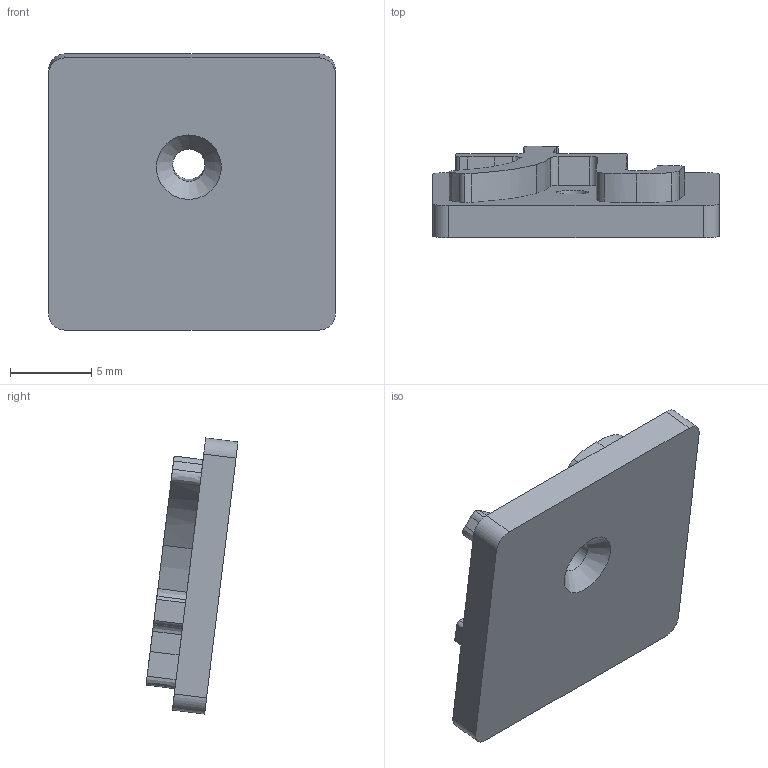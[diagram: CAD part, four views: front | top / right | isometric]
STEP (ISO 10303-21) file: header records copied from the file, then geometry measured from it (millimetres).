
FILE_DESCRIPTION(/* description */ (''),/* implementation_level */ '2;1');
FILE_NAME(/* name */ 'Badge.step',/* time_stamp */ '2020-12-08T11:18:15+08:00',/* author */ (''),/* organization */ (''),/* preprocessor_version */ 'ST-DEVELOPER v18.1',/* originating_system */ 'Autodesk Translation Framework v9.3.0.1241',/* authorisation */ '');
FILE_SCHEMA (('AUTOMOTIVE_DESIGN { 1 0 10303 214 3 1 1 }'));
Length unit declared in the file: millimetre
Products named in the file (1): Badge
Bounding box: 17.68 x 5.67 x 17.02 mm (x, y, z)
Volume: 704.9 mm3; surface area: 874.1 mm2
Topology: 1 solids, 1 shells, 66 faces, 188 edges, 125 vertices
Faces by surface type: bspline 42, plane 15, cylinder 8, cone 1
Full cylindrical faces by diameter (mm): 2 x1
Entity records: 2805 total; most frequent: CARTESIAN_POINT 1346, ORIENTED_EDGE 376, EDGE_CURVE 188, DIRECTION 155, VERTEX_POINT 125, B_SPLINE_CURVE_WITH_KNOTS 100, LINE 71, VECTOR 71
